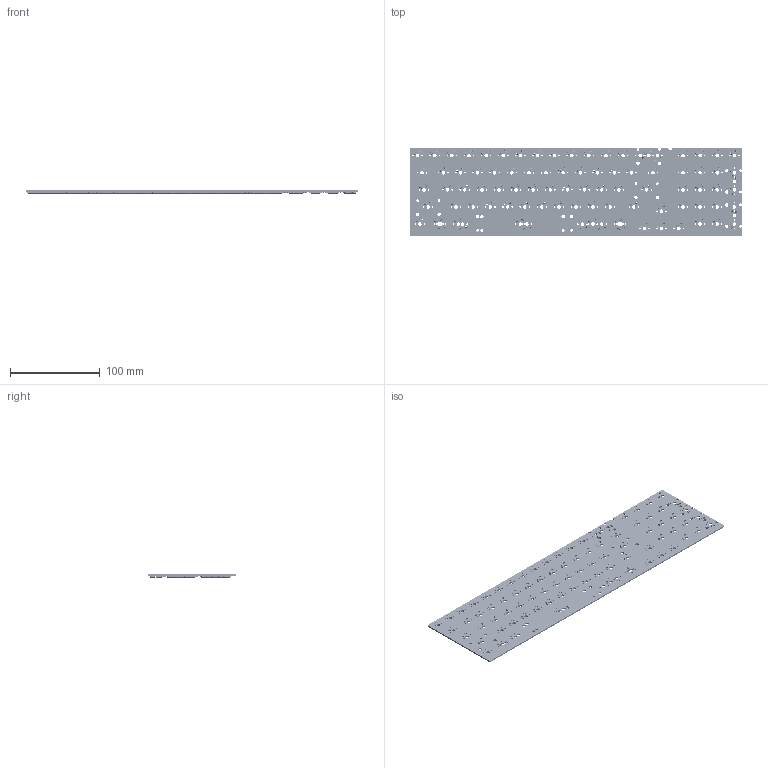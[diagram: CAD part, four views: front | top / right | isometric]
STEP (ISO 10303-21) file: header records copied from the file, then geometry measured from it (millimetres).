
FILE_DESCRIPTION(('KiCad electronic assembly'),'2;1');
FILE_NAME('Petrichor-HS-20240326.step','2024-03-25T14:55:44',('Pcbnew'), ('Kicad'),'Open CASCADE STEP processor 7.7','KiCad to STEP converter', 'Unknown');
FILE_SCHEMA(('AUTOMOTIVE_DESIGN { 1 0 10303 214 1 1 1 1 }'));
Length unit declared in the file: millimetre
Products named in the file (26): Petrichor-HS-20240326 1; MX-Hotswap-Socket; Kailh Socket v12; C_0402_1005Metric; C_0603_1608Metric; Crystal_SMD_3225-4Pin_3.2x2.5mm; QFN-56-1EP_7x7mm_P0.4mm_EP5.6x5.6mm; QFN-56-1EP_7x7mm_Pitch0.4mm; R_0402_1005Metric; WSON-8-1EP_2x2mm_P0.5mm_EP0.9x1.6mm; WSON_8_1EP_2x2mm_P05mm_EP09x16mm; SW_SPST_TL3342; D_SOD-123; D_SOD_123; SOT-23; SOT_23; Molex_781710003; 781710003wbm000_01; SOT-23-5; SOT_23_5; _autosave-Petrichor-HS_PCB
Assembly tree (222 placements, depth 3):
  Petrichor-HS-20240326 1
    MX-Hotswap-Socket  x91
      Kailh Socket v12
    C_0402_1005Metric  x16
      C_0402_1005Metric
    C_0603_1608Metric
      C_0603_1608Metric
    Crystal_SMD_3225-4Pin_3.2x2.5mm
      Crystal_SMD_3225-4Pin_3.2x2.5mm
    QFN-56-1EP_7x7mm_P0.4mm_EP5.6x5.6mm  x2
      QFN-56-1EP_7x7mm_Pitch0.4mm
    R_0402_1005Metric  x6
      R_0402_1005Metric
    WSON-8-1EP_2x2mm_P0.5mm_EP0.9x1.6mm  x2
      WSON_8_1EP_2x2mm_P05mm_EP09x16mm
    SW_SPST_TL3342  x2
      SW_SPST_TL3342
    D_SOD-123  x85
      D_SOD_123
    SOT-23
      SOT_23
    Molex_781710003
      781710003wbm000_01
    SOT-23-5
      SOT_23_5
    _autosave-Petrichor-HS_PCB
Bounding box: 369.43 x 97.96 x 3.45 mm (x, y, z)
Volume: 62393.3 mm3; surface area: 100926.3 mm2
Topology: 211 solids, 213 shells, 30175 faces, 78857 edges, 49808 vertices
Faces by surface type: plane 17223, cylinder 8444, bspline 2298, cone 1840, torus 370
Full cylindrical faces by diameter (mm): 0.25 x2, 0.35 x9, 0.4 x8, 0.5 x2, 1.702 x162, 2 x2, 2.9 x184, 3 x181, 3.048 x8, 3.988 x97
Entity records: 74168 total; most frequent: CARTESIAN_POINT 12545, DIRECTION 10908, ORIENTED_EDGE 10730, EDGE_CURVE 5365, AXIS2_PLACEMENT_3D 3681, LINE 3546, VECTOR 3546, VERTEX_POINT 3506
